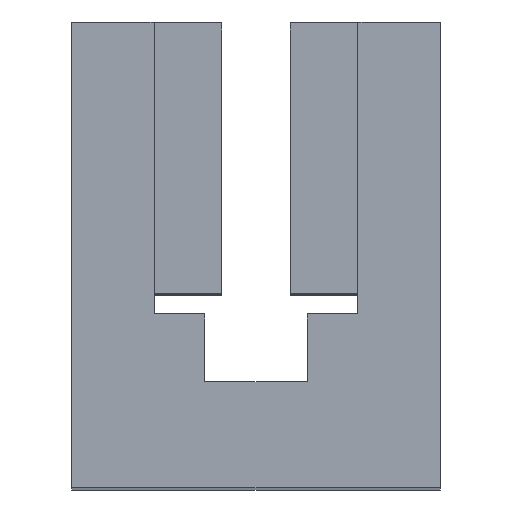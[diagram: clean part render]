
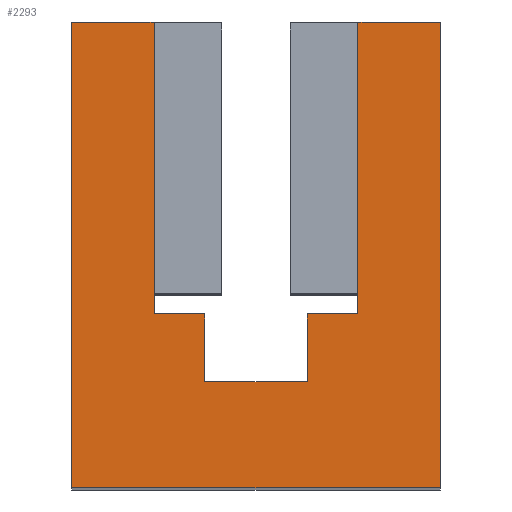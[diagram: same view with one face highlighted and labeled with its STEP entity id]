
A CAD part, top view. The second image highlights one B-rep face of the part: STEP entity #2293.
In plain terms, the highlighted planar face has unit normal (0, 0, 1).
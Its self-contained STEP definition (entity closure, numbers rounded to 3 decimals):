
#2 = VECTOR ( 'NONE', #3172, 1000. ) ;
#32 = VECTOR ( 'NONE', #2410, 1000. ) ;
#57 = ORIENTED_EDGE ( 'NONE', *, *, #1206, .T. ) ;
#117 = EDGE_CURVE ( 'NONE', #2865, #2532, #3226, .T. ) ;
#122 = ORIENTED_EDGE ( 'NONE', *, *, #1597, .T. ) ;
#147 = VECTOR ( 'NONE', #1958, 1000. ) ;
#214 = VERTEX_POINT ( 'NONE', #734 ) ;
#282 = CARTESIAN_POINT ( 'NONE',  ( 10.55, 48.2, 0. ) ) ;
#319 = ORIENTED_EDGE ( 'NONE', *, *, #2797, .T. ) ;
#347 = DIRECTION ( 'NONE',  ( -1., 0., 0. ) ) ;
#351 = CARTESIAN_POINT ( 'NONE',  ( -10.55, 48.2, 0. ) ) ;
#360 = DIRECTION ( 'NONE',  ( 0., 1., 0. ) ) ;
#404 = DIRECTION ( 'NONE',  ( -1., 0., 0. ) ) ;
#416 = VECTOR ( 'NONE', #2325, 1000. ) ;
#428 = EDGE_CURVE ( 'NONE', #2120, #1821, #1302, .T. ) ;
#435 = DIRECTION ( 'NONE',  ( 0., -1., 0. ) ) ;
#508 = ORIENTED_EDGE ( 'NONE', *, *, #117, .T. ) ;
#524 = VERTEX_POINT ( 'NONE', #1114 ) ;
#611 = EDGE_CURVE ( 'NONE', #2895, #2103, #1135, .T. ) ;
#708 = CARTESIAN_POINT ( 'NONE',  ( 5.3, 18., 0. ) ) ;
#734 = CARTESIAN_POINT ( 'NONE',  ( 19.05, 48.2, 0. ) ) ;
#757 = ORIENTED_EDGE ( 'NONE', *, *, #3164, .T. ) ;
#759 = VECTOR ( 'NONE', #347, 1000. ) ;
#843 = LINE ( 'NONE', #1967, #2452 ) ;
#860 = EDGE_CURVE ( 'NONE', #3201, #2135, #1849, .T. ) ;
#871 = DIRECTION ( 'NONE',  ( -1., 0., 0. ) ) ;
#1064 = VECTOR ( 'NONE', #2046, 1000. ) ;
#1114 = CARTESIAN_POINT ( 'NONE',  ( 10.55, 48.2, 0. ) ) ;
#1135 = LINE ( 'NONE', #2179, #2304 ) ;
#1142 = CARTESIAN_POINT ( 'NONE',  ( 10.55, 18., 0. ) ) ;
#1186 = CARTESIAN_POINT ( 'NONE',  ( -19.05, 0., 0. ) ) ;
#1192 = AXIS2_PLACEMENT_3D ( 'NONE', #2638, #2379, #2621 ) ;
#1204 = CARTESIAN_POINT ( 'NONE',  ( -5.3, 11., 0. ) ) ;
#1206 = EDGE_CURVE ( 'NONE', #2103, #2705, #3384, .T. ) ;
#1302 = LINE ( 'NONE', #2335, #2 ) ;
#1303 = EDGE_CURVE ( 'NONE', #214, #524, #3349, .T. ) ;
#1422 = DIRECTION ( 'NONE',  ( 0., -1., 0. ) ) ;
#1439 = CARTESIAN_POINT ( 'NONE',  ( 19.05, 48.2, 0. ) ) ;
#1597 = EDGE_CURVE ( 'NONE', #2135, #2895, #1996, .T. ) ;
#1614 = LINE ( 'NONE', #2110, #147 ) ;
#1640 = CARTESIAN_POINT ( 'NONE',  ( 5.3, 11., 0. ) ) ;
#1690 = LINE ( 'NONE', #2665, #32 ) ;
#1735 = ORIENTED_EDGE ( 'NONE', *, *, #2057, .T. ) ;
#1739 = CARTESIAN_POINT ( 'NONE',  ( -19.05, 0., 0. ) ) ;
#1773 = EDGE_CURVE ( 'NONE', #2360, #2865, #1614, .T. ) ;
#1821 = VERTEX_POINT ( 'NONE', #1873 ) ;
#1849 = LINE ( 'NONE', #1864, #2359 ) ;
#1850 = FACE_OUTER_BOUND ( 'NONE', #2477, .T. ) ;
#1864 = CARTESIAN_POINT ( 'NONE',  ( 10.55, 18., 0. ) ) ;
#1873 = CARTESIAN_POINT ( 'NONE',  ( 19.05, 0., 0. ) ) ;
#1941 = CARTESIAN_POINT ( 'NONE',  ( 5.3, 18., 0. ) ) ;
#1958 = DIRECTION ( 'NONE',  ( 0., 1., 0. ) ) ;
#1967 = CARTESIAN_POINT ( 'NONE',  ( -10.55, 18., 0. ) ) ;
#1976 = LINE ( 'NONE', #1739, #2828 ) ;
#1996 = LINE ( 'NONE', #708, #3369 ) ;
#2046 = DIRECTION ( 'NONE',  ( -1., 0., 0. ) ) ;
#2057 = EDGE_CURVE ( 'NONE', #2532, #2120, #1976, .T. ) ;
#2079 = EDGE_CURVE ( 'NONE', #1821, #214, #2458, .T. ) ;
#2102 = CARTESIAN_POINT ( 'NONE',  ( -10.55, 18., 0. ) ) ;
#2103 = VERTEX_POINT ( 'NONE', #1204 ) ;
#2110 = CARTESIAN_POINT ( 'NONE',  ( -10.55, 48.2, 0. ) ) ;
#2112 = VECTOR ( 'NONE', #360, 1000. ) ;
#2120 = VERTEX_POINT ( 'NONE', #1186 ) ;
#2135 = VERTEX_POINT ( 'NONE', #1941 ) ;
#2179 = CARTESIAN_POINT ( 'NONE',  ( -5.3, 11., 0. ) ) ;
#2213 = CARTESIAN_POINT ( 'NONE',  ( -19.05, 48.2, 0. ) ) ;
#2293 = ADVANCED_FACE ( 'NONE', ( #1850 ), #2891, .F. ) ;
#2304 = VECTOR ( 'NONE', #871, 1000. ) ;
#2325 = DIRECTION ( 'NONE',  ( 0., 1., 0. ) ) ;
#2335 = CARTESIAN_POINT ( 'NONE',  ( 19.05, 0., 0. ) ) ;
#2359 = VECTOR ( 'NONE', #3116, 1000. ) ;
#2360 = VERTEX_POINT ( 'NONE', #2102 ) ;
#2377 = ORIENTED_EDGE ( 'NONE', *, *, #1303, .T. ) ;
#2379 = DIRECTION ( 'NONE',  ( 0., 0., -1. ) ) ;
#2410 = DIRECTION ( 'NONE',  ( 0., -1., 0. ) ) ;
#2452 = VECTOR ( 'NONE', #404, 1000. ) ;
#2458 = LINE ( 'NONE', #1439, #2112 ) ;
#2477 = EDGE_LOOP ( 'NONE', ( #1735, #3218, #2813, #2377, #757, #2765, #122, #2982, #57, #319, #2963, #508 ) ) ;
#2532 = VERTEX_POINT ( 'NONE', #2213 ) ;
#2617 = CARTESIAN_POINT ( 'NONE',  ( -5.3, 18., 0. ) ) ;
#2621 = DIRECTION ( 'NONE',  ( -1., 0., 0. ) ) ;
#2638 = CARTESIAN_POINT ( 'NONE',  ( 0., 0., 0. ) ) ;
#2665 = CARTESIAN_POINT ( 'NONE',  ( 10.55, 18., 0. ) ) ;
#2705 = VERTEX_POINT ( 'NONE', #3385 ) ;
#2765 = ORIENTED_EDGE ( 'NONE', *, *, #860, .T. ) ;
#2797 = EDGE_CURVE ( 'NONE', #2705, #2360, #843, .T. ) ;
#2813 = ORIENTED_EDGE ( 'NONE', *, *, #2079, .T. ) ;
#2828 = VECTOR ( 'NONE', #1422, 1000. ) ;
#2865 = VERTEX_POINT ( 'NONE', #351 ) ;
#2891 = PLANE ( 'NONE',  #1192 ) ;
#2895 = VERTEX_POINT ( 'NONE', #1640 ) ;
#2963 = ORIENTED_EDGE ( 'NONE', *, *, #1773, .T. ) ;
#2982 = ORIENTED_EDGE ( 'NONE', *, *, #611, .T. ) ;
#3026 = CARTESIAN_POINT ( 'NONE',  ( -19.05, 48.2, 0. ) ) ;
#3116 = DIRECTION ( 'NONE',  ( -1., 0., 0. ) ) ;
#3164 = EDGE_CURVE ( 'NONE', #524, #3201, #1690, .T. ) ;
#3172 = DIRECTION ( 'NONE',  ( 1., 0., 0. ) ) ;
#3201 = VERTEX_POINT ( 'NONE', #1142 ) ;
#3218 = ORIENTED_EDGE ( 'NONE', *, *, #428, .T. ) ;
#3226 = LINE ( 'NONE', #3026, #759 ) ;
#3349 = LINE ( 'NONE', #282, #1064 ) ;
#3369 = VECTOR ( 'NONE', #435, 1000. ) ;
#3384 = LINE ( 'NONE', #2617, #416 ) ;
#3385 = CARTESIAN_POINT ( 'NONE',  ( -5.3, 18., 0. ) ) ;
